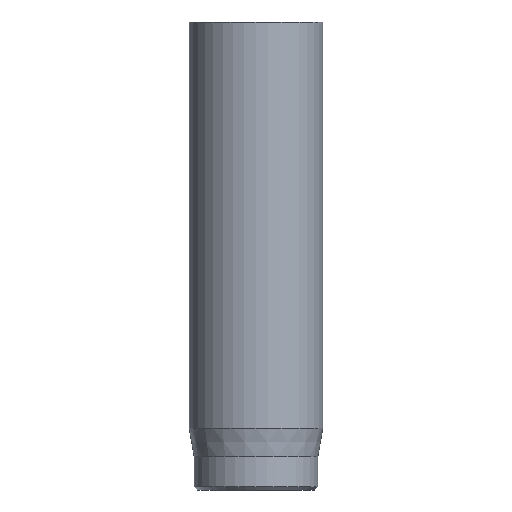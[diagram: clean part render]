
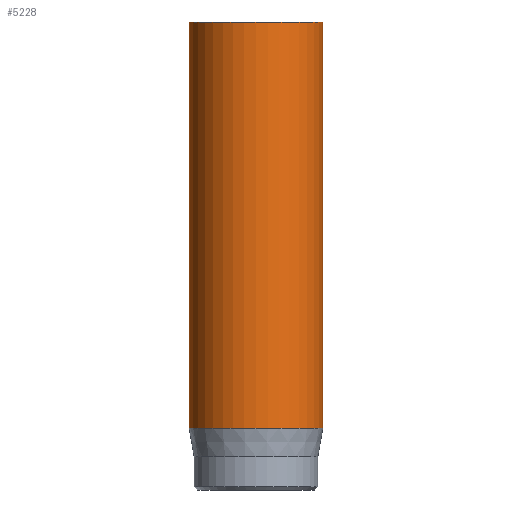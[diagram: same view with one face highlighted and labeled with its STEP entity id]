
A CAD part, front view. The second image highlights one B-rep face of the part: STEP entity #5228.
In plain terms, the highlighted cylindrical face has radius 2 mm (diameter 4 mm), a full revolution.
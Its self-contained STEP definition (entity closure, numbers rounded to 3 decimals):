
#44=CYLINDRICAL_SURFACE('',#5432,2.);
#47=CIRCLE('',#5403,2.);
#61=CIRCLE('',#5430,2.);
#62=CIRCLE('',#5431,2.);
#820=FACE_OUTER_BOUND('',#1123,.T.);
#1123=EDGE_LOOP('',(#4736,#4737,#4738,#4739,#4740));
#1550=LINE('',#9705,#1985);
#1985=VECTOR('',#6135,2.);
#2483=VERTEX_POINT('',#9651);
#2497=VERTEX_POINT('',#9699);
#2498=VERTEX_POINT('',#9700);
#3231=EDGE_CURVE('',#2483,#2483,#47,.T.);
#3252=EDGE_CURVE('',#2497,#2498,#61,.T.);
#3253=EDGE_CURVE('',#2498,#2497,#62,.T.);
#3255=EDGE_CURVE('',#2483,#2497,#1550,.T.);
#4736=ORIENTED_EDGE('',*,*,#3231,.T.);
#4737=ORIENTED_EDGE('',*,*,#3255,.T.);
#4738=ORIENTED_EDGE('',*,*,#3252,.T.);
#4739=ORIENTED_EDGE('',*,*,#3253,.T.);
#4740=ORIENTED_EDGE('',*,*,#3255,.F.);
#5228=ADVANCED_FACE('',(#820),#44,.T.);
#5403=AXIS2_PLACEMENT_3D('',#9652,#6067,#6068);
#5430=AXIS2_PLACEMENT_3D('',#9701,#6128,#6129);
#5431=AXIS2_PLACEMENT_3D('',#9702,#6130,#6131);
#5432=AXIS2_PLACEMENT_3D('',#9704,#6133,#6134);
#6067=DIRECTION('center_axis',(0.,0.,-1.));
#6068=DIRECTION('ref_axis',(-1.,0.,0.));
#6128=DIRECTION('center_axis',(0.,0.,1.));
#6129=DIRECTION('ref_axis',(-1.,0.,0.));
#6130=DIRECTION('center_axis',(0.,0.,1.));
#6131=DIRECTION('ref_axis',(-1.,0.,0.));
#6133=DIRECTION('center_axis',(0.,0.,1.));
#6134=DIRECTION('ref_axis',(-1.,0.,0.));
#6135=DIRECTION('',(0.,0.,-1.));
#9651=CARTESIAN_POINT('',(2.,0.,14.));
#9652=CARTESIAN_POINT('Origin',(0.,0.,14.));
#9699=CARTESIAN_POINT('',(2.,0.,1.851));
#9700=CARTESIAN_POINT('',(-2.,0.,1.851));
#9701=CARTESIAN_POINT('Origin',(0.,0.,1.851));
#9702=CARTESIAN_POINT('Origin',(0.,0.,1.851));
#9704=CARTESIAN_POINT('Origin',(0.,0.,0.));
#9705=CARTESIAN_POINT('',(2.,0.,0.));
